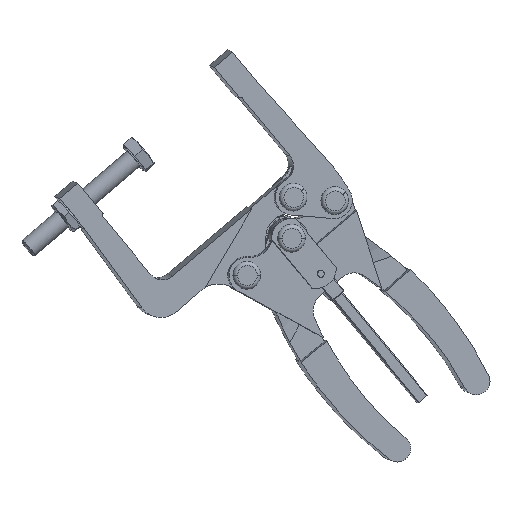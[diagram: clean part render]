
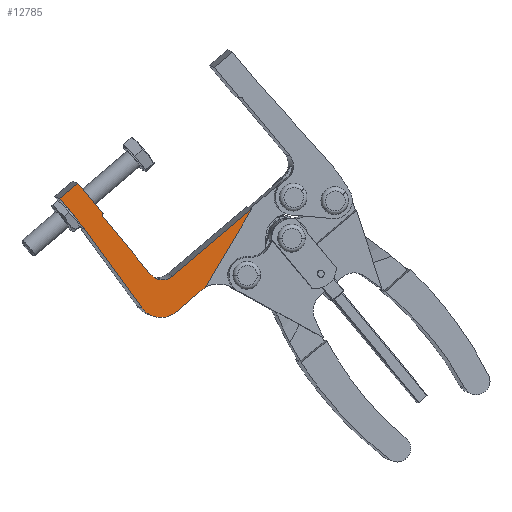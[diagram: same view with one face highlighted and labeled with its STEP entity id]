
A CAD part, top view. The second image highlights one B-rep face of the part: STEP entity #12785.
In plain terms, the highlighted planar face has unit normal (0.164, -0.069, 0.984).
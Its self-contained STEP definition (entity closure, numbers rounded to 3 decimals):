
#11667=CARTESIAN_POINT('',(151.94,96.008,23.274));
#11668=VERTEX_POINT('',#11667);
#11684=CARTESIAN_POINT('',(160.971,98.766,21.965));
#11685=VERTEX_POINT('',#11684);
#11692=CARTESIAN_POINT('',(153.423,107.902,23.855));
#11693=DIRECTION('',(-0.164,0.069,-0.984));
#11694=DIRECTION('',(-0.124,-0.991,-0.048));
#11695=AXIS2_PLACEMENT_3D('',#11692,#11693,#11694);
#11696=CIRCLE('',#11695,12.);
#11697=EDGE_CURVE('',#11685,#11668,#11696,.T.);
#11835=CARTESIAN_POINT('',(153.468,114.859,24.332));
#11836=VERTEX_POINT('',#11835);
#11852=CARTESIAN_POINT('',(148.13,117.655,25.414));
#11853=VERTEX_POINT('',#11852);
#11860=CARTESIAN_POINT('',(154.21,122.813,24.763));
#11861=DIRECTION('',(0.164,-0.069,0.984));
#11862=DIRECTION('',(-0.093,-0.994,-0.054));
#11863=AXIS2_PLACEMENT_3D('',#11860,#11861,#11862);
#11864=CIRCLE('',#11863,8.);
#11865=EDGE_CURVE('',#11853,#11836,#11864,.T.);
#11877=CARTESIAN_POINT('',(124.007,147.312,31.487));
#11878=VERTEX_POINT('',#11877);
#11894=CARTESIAN_POINT('',(124.36,147.991,31.476));
#11895=VERTEX_POINT('',#11894);
#11902=CARTESIAN_POINT('',(124.989,147.229,31.318));
#11903=DIRECTION('',(0.164,-0.069,0.984));
#11904=DIRECTION('',(-0.982,0.082,0.169));
#11905=AXIS2_PLACEMENT_3D('',#11902,#11903,#11904);
#11906=CIRCLE('',#11905,1.0);
#11907=EDGE_CURVE('',#11895,#11878,#11906,.T.);
#12308=CARTESIAN_POINT('',(198.961,150.417,19.251));
#12309=VERTEX_POINT('',#12308);
#12316=CARTESIAN_POINT('',(175.256,110.502,20.409));
#12317=VERTEX_POINT('',#12316);
#12318=CARTESIAN_POINT('',(175.256,110.502,20.409));
#12319=DIRECTION('',(0.51,0.86,-0.025));
#12320=VECTOR('',#12319,46.438);
#12321=LINE('',#12318,#12320);
#12322=EDGE_CURVE('',#12317,#12309,#12321,.T.);
#12450=CARTESIAN_POINT('',(159.242,116.723,23.503));
#12451=VERTEX_POINT('',#12450);
#12458=CARTESIAN_POINT('',(159.242,116.723,23.503));
#12459=DIRECTION('',(0.76,0.645,-0.081));
#12460=VECTOR('',#12459,52.259);
#12461=LINE('',#12458,#12460);
#12462=EDGE_CURVE('',#12451,#12309,#12461,.T.);
#12499=CARTESIAN_POINT('',(111.78,163.217,34.626));
#12500=VERTEX_POINT('',#12499);
#12501=CARTESIAN_POINT('',(111.78,163.217,34.626));
#12502=DIRECTION('',(0.629,-0.761,-0.158));
#12503=VECTOR('',#12502,20.);
#12504=LINE('',#12501,#12503);
#12505=EDGE_CURVE('',#12500,#11895,#12504,.T.);
#12528=CARTESIAN_POINT('',(124.229,146.585,31.4));
#12529=VERTEX_POINT('',#12528);
#12530=CARTESIAN_POINT('',(124.989,147.229,31.318));
#12531=DIRECTION('',(0.164,-0.069,0.984));
#12532=DIRECTION('',(-0.982,0.082,0.169));
#12533=AXIS2_PLACEMENT_3D('',#12530,#12531,#12532);
#12534=CIRCLE('',#12533,1.0);
#12535=EDGE_CURVE('',#11878,#12529,#12534,.T.);
#12552=CARTESIAN_POINT('',(124.229,146.585,31.4));
#12553=DIRECTION('',(0.629,-0.761,-0.158));
#12554=VECTOR('',#12553,38.);
#12555=LINE('',#12552,#12554);
#12556=EDGE_CURVE('',#12529,#11853,#12555,.T.);
#12570=CARTESIAN_POINT('',(154.21,122.813,24.763));
#12571=DIRECTION('',(0.164,-0.069,0.984));
#12572=DIRECTION('',(-0.093,-0.994,-0.054));
#12573=AXIS2_PLACEMENT_3D('',#12570,#12571,#12572);
#12574=CIRCLE('',#12573,8.);
#12575=EDGE_CURVE('',#11836,#12451,#12574,.T.);
#12631=CARTESIAN_POINT('',(172.908,108.893,20.687));
#12632=VERTEX_POINT('',#12631);
#12633=CARTESIAN_POINT('',(182.576,96.906,18.246));
#12634=DIRECTION('',(0.164,-0.069,0.984));
#12635=DIRECTION('',(-0.065,0.995,0.08));
#12636=AXIS2_PLACEMENT_3D('',#12633,#12634,#12635);
#12637=CIRCLE('',#12636,15.592);
#12638=EDGE_CURVE('',#12317,#12632,#12637,.T.);
#12657=CARTESIAN_POINT('',(172.908,108.893,20.687));
#12658=DIRECTION('',(-0.76,-0.645,0.081));
#12659=VECTOR('',#12658,15.706);
#12660=LINE('',#12657,#12659);
#12661=EDGE_CURVE('',#12632,#11685,#12660,.T.);
#12675=CARTESIAN_POINT('',(143.845,100.757,24.949));
#12676=VERTEX_POINT('',#12675);
#12677=CARTESIAN_POINT('',(153.423,107.902,23.855));
#12678=DIRECTION('',(-0.164,0.069,-0.984));
#12679=DIRECTION('',(-0.124,-0.991,-0.048));
#12680=AXIS2_PLACEMENT_3D('',#12677,#12678,#12679);
#12681=CIRCLE('',#12680,12.);
#12682=EDGE_CURVE('',#11668,#12676,#12681,.T.);
#12699=CARTESIAN_POINT('',(115.239,140.253,32.452));
#12700=VERTEX_POINT('',#12699);
#12701=CARTESIAN_POINT('',(143.845,100.757,24.949));
#12702=DIRECTION('',(-0.58,0.8,0.152));
#12703=VECTOR('',#12702,49.341);
#12704=LINE('',#12701,#12703);
#12705=EDGE_CURVE('',#12676,#12700,#12704,.T.);
#12723=CARTESIAN_POINT('',(102.66,155.48,35.602));
#12724=VERTEX_POINT('',#12723);
#12725=CARTESIAN_POINT('',(115.239,140.253,32.452));
#12726=DIRECTION('',(-0.629,0.761,0.158));
#12727=VECTOR('',#12726,20.);
#12728=LINE('',#12725,#12727);
#12729=EDGE_CURVE('',#12700,#12724,#12728,.T.);
#12751=CARTESIAN_POINT('',(102.66,155.48,35.602));
#12752=DIRECTION('',(0.76,0.645,-0.081));
#12753=VECTOR('',#12752,12.);
#12754=LINE('',#12751,#12753);
#12755=EDGE_CURVE('',#12724,#12500,#12754,.T.);
#12763=CARTESIAN_POINT('',(111.78,163.217,34.626));
#12764=DIRECTION('',(-0.164,0.069,-0.984));
#12765=DIRECTION('',(-0.76,-0.645,0.081));
#12766=AXIS2_PLACEMENT_3D('',#12763,#12764,#12765);
#12767=PLANE('',#12766);
#12768=ORIENTED_EDGE('',*,*,#12322,.T.);
#12769=ORIENTED_EDGE('',*,*,#12462,.F.);
#12770=ORIENTED_EDGE('',*,*,#12575,.F.);
#12771=ORIENTED_EDGE('',*,*,#11865,.F.);
#12772=ORIENTED_EDGE('',*,*,#12556,.F.);
#12773=ORIENTED_EDGE('',*,*,#12535,.F.);
#12774=ORIENTED_EDGE('',*,*,#11907,.F.);
#12775=ORIENTED_EDGE('',*,*,#12505,.F.);
#12776=ORIENTED_EDGE('',*,*,#12755,.F.);
#12777=ORIENTED_EDGE('',*,*,#12729,.F.);
#12778=ORIENTED_EDGE('',*,*,#12705,.F.);
#12779=ORIENTED_EDGE('',*,*,#12682,.F.);
#12780=ORIENTED_EDGE('',*,*,#11697,.F.);
#12781=ORIENTED_EDGE('',*,*,#12661,.F.);
#12782=ORIENTED_EDGE('',*,*,#12638,.F.);
#12783=EDGE_LOOP('',(#12768,#12769,#12770,#12771,#12772,#12773,#12774,#12775,#12776,#12777,#12778,#12779,#12780,#12781,#12782));
#12784=FACE_OUTER_BOUND('',#12783,.T.);
#12785=ADVANCED_FACE('',(#12784),#12767,.F.);
